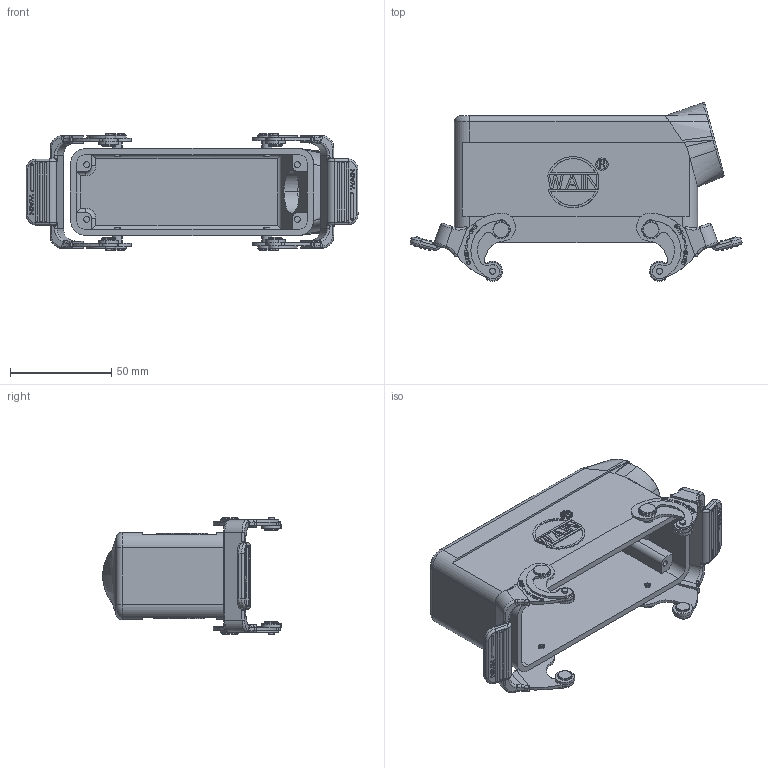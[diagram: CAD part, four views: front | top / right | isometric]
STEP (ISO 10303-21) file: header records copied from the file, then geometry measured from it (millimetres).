
FILE_DESCRIPTION((''),'2;1');
FILE_NAME('PRT0083','2020-10-14T',('dn.ye'),(''),'PRO/ENGINEER BY PARAMETRIC TECHNOLOGY CORPORATION, 2012480','PRO/ENGINEER BY PARAMETRIC TECHNOLOGY CORPORATION, 2012480','');
FILE_SCHEMA(('CONFIG_CONTROL_DESIGN'));
Products named in the file (1): PRT0083
Bounding box: 163.89 x 88.16 x 57.5 mm (x, y, z)
Volume: 425.2 mm3; surface area: 72789.2 mm2
Topology: 12 solids, 28 shells, 1636 faces, 4554 edges, 3084 vertices
Faces by surface type: plane 853, cylinder 371, extrusion 168, bspline 110, torus 60, cone 42, sphere 32
Entity records: 59747 total; most frequent: CARTESIAN_POINT 18559, ORIENTED_EDGE 8872, DIRECTION 7733, EDGE_CURVE 4544, VERTEX_POINT 3084, VECTOR 2721, LINE 2553, AXIS2_PLACEMENT_3D 2506
